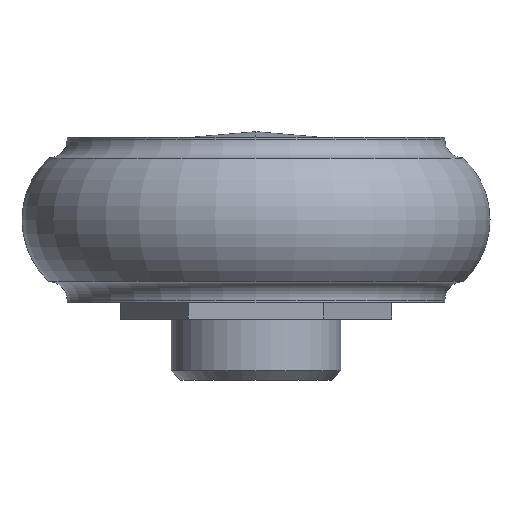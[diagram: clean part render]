
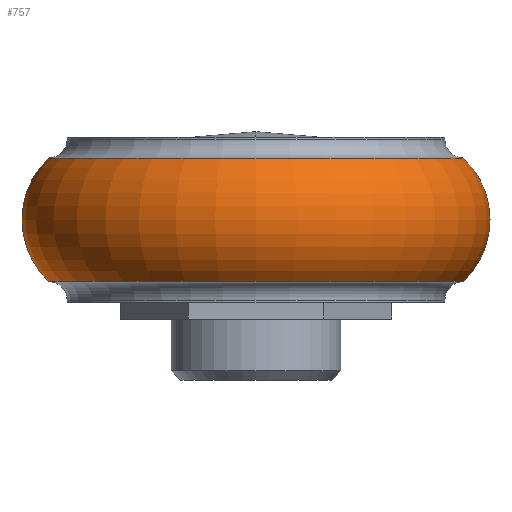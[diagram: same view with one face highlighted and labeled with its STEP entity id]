
A CAD part, front view. The second image highlights one B-rep face of the part: STEP entity #757.
In plain terms, the highlighted toroidal (fillet/blend) face has major radius 15.85 mm and minor radius 9 mm.
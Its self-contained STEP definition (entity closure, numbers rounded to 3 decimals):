
#13 = VERTEX_POINT ( 'NONE', #19 ) ;
#18 = VERTEX_POINT ( 'NONE', #68 ) ;
#19 = CARTESIAN_POINT ( 'NONE',  ( 22.022, 0., 6.55 ) ) ;
#37 = VERTEX_POINT ( 'NONE', #85 ) ;
#38 = VERTEX_POINT ( 'NONE', #86 ) ;
#68 = CARTESIAN_POINT ( 'NONE',  ( -22.022, 0., 6.55 ) ) ;
#85 = CARTESIAN_POINT ( 'NONE',  ( 22.022, 0., -6.55 ) ) ;
#86 = CARTESIAN_POINT ( 'NONE',  ( -22.022, 0., -6.55 ) ) ;
#138 = CARTESIAN_POINT ( 'NONE',  ( 0., 0., 6.55 ) ) ;
#144 = DIRECTION ( 'NONE',  ( 0., 0., -1. ) ) ;
#145 = DIRECTION ( 'NONE',  ( -1., 0., 0. ) ) ;
#208 = CARTESIAN_POINT ( 'NONE',  ( 15.85, 0., 0. ) ) ;
#209 = DIRECTION ( 'NONE',  ( 0., 1., 0. ) ) ;
#210 = DIRECTION ( 'NONE',  ( -1., 0., 0. ) ) ;
#214 = CARTESIAN_POINT ( 'NONE',  ( -15.85, 0., 0. ) ) ;
#215 = DIRECTION ( 'NONE',  ( 0., -1., 0. ) ) ;
#216 = DIRECTION ( 'NONE',  ( 0., 0., -1. ) ) ;
#220 = CARTESIAN_POINT ( 'NONE',  ( 0., 0., -6.55 ) ) ;
#222 = DIRECTION ( 'NONE',  ( 0., 0., -1. ) ) ;
#223 = DIRECTION ( 'NONE',  ( -1., 0., 0. ) ) ;
#358 = DIRECTION ( 'NONE',  ( 0., 0., -1. ) ) ;
#371 = CARTESIAN_POINT ( 'NONE',  ( 0., 0., 0. ) ) ;
#373 = DIRECTION ( 'NONE',  ( -1., 0., 0. ) ) ;
#453 = EDGE_CURVE ( 'NONE', #13, #18, #891, .T. ) ;
#478 = EDGE_CURVE ( 'NONE', #13, #37, #924, .T. ) ;
#480 = EDGE_CURVE ( 'NONE', #18, #38, #927, .T. ) ;
#482 = EDGE_CURVE ( 'NONE', #37, #38, #930, .T. ) ;
#534 = AXIS2_PLACEMENT_3D ( 'NONE', #138, #144, #145 ) ;
#548 = EDGE_LOOP ( 'NONE', ( #835, #836, #837, #838 ) ) ;
#719 = AXIS2_PLACEMENT_3D ( 'NONE', #208, #209, #210 ) ;
#720 = AXIS2_PLACEMENT_3D ( 'NONE', #214, #215, #216 ) ;
#722 = AXIS2_PLACEMENT_3D ( 'NONE', #220, #222, #223 ) ;
#757 = ADVANCED_FACE ( 'NONE', ( #1016 ), #1020, .T. ) ;
#774 = AXIS2_PLACEMENT_3D ( 'NONE', #371, #358, #373 ) ;
#835 = ORIENTED_EDGE ( 'NONE', *, *, #478, .F. ) ;
#836 = ORIENTED_EDGE ( 'NONE', *, *, #453, .T. ) ;
#837 = ORIENTED_EDGE ( 'NONE', *, *, #480, .T. ) ;
#838 = ORIENTED_EDGE ( 'NONE', *, *, #482, .F. ) ;
#891 = CIRCLE ( 'NONE', #534, 22.022 ) ;
#924 = CIRCLE ( 'NONE', #719, 9. ) ;
#927 = CIRCLE ( 'NONE', #720, 9. ) ;
#930 = CIRCLE ( 'NONE', #722, 22.022 ) ;
#1016 = FACE_OUTER_BOUND ( 'NONE', #548, .T. ) ;
#1020 = TOROIDAL_SURFACE ( 'NONE', #774, 15.85, 9. ) ;
